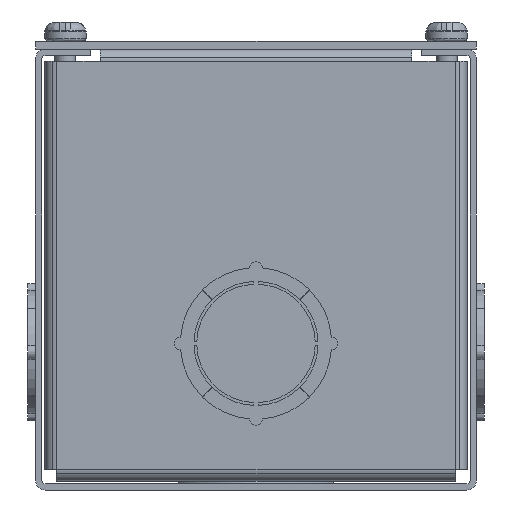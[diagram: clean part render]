
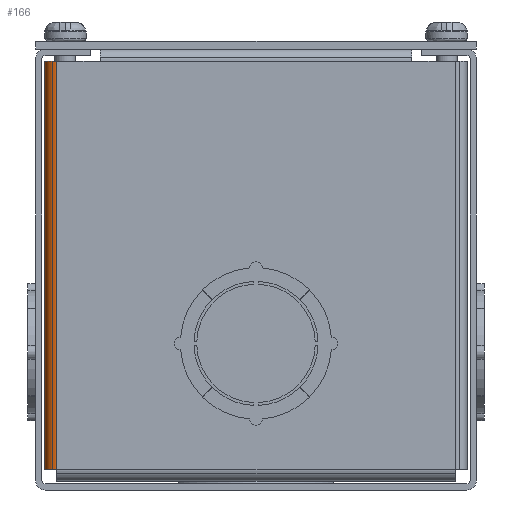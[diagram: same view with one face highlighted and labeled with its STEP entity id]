
A CAD part, front view. The second image highlights one B-rep face of the part: STEP entity #166.
In plain terms, the highlighted cylindrical face has radius 2.743 mm (diameter 5.486 mm), a partial arc.
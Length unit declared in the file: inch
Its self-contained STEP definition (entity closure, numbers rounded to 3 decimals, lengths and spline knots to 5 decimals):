
#127 = CARTESIAN_POINT ( 'NONE',  ( -1.915, -17.892, 3.892 ) ) ;
#166 = ADVANCED_FACE ( 'NONE', ( #16718 ), #45590, .T. ) ;
#357 = DIRECTION ( 'NONE',  ( 0., 0., 1. ) ) ;
#569 = DIRECTION ( 'NONE',  ( 0., 0., 1. ) ) ;
#1812 = CARTESIAN_POINT ( 'NONE',  ( -1.915, -17.892, 0.188 ) ) ;
#3088 = EDGE_CURVE ( 'NONE', #28519, #28359, #43207, .T. ) ;
#4613 = VECTOR ( 'NONE', #9645, 39.37008 ) ;
#8822 = CARTESIAN_POINT ( 'NONE',  ( -1.915, -17.892, 0.188 ) ) ;
#9085 = DIRECTION ( 'NONE',  ( 0., 0., -1. ) ) ;
#9645 = DIRECTION ( 'NONE',  ( 0., 0., -1. ) ) ;
#11979 = ORIENTED_EDGE ( 'NONE', *, *, #42172, .F. ) ;
#12389 = EDGE_CURVE ( 'NONE', #28519, #13452, #16483, .T. ) ;
#13065 = ORIENTED_EDGE ( 'NONE', *, *, #17969, .T. ) ;
#13236 = VERTEX_POINT ( 'NONE', #50053 ) ;
#13452 = VERTEX_POINT ( 'NONE', #1812 ) ;
#14705 = AXIS2_PLACEMENT_3D ( 'NONE', #29726, #569, #17190 ) ;
#16483 = LINE ( 'NONE', #8822, #50431 ) ;
#16718 = FACE_OUTER_BOUND ( 'NONE', #50572, .T. ) ;
#17190 = DIRECTION ( 'NONE',  ( 0., -1., 0. ) ) ;
#17969 = EDGE_CURVE ( 'NONE', #13452, #13236, #31242, .T. ) ;
#19447 = ORIENTED_EDGE ( 'NONE', *, *, #12389, .T. ) ;
#21076 = CARTESIAN_POINT ( 'NONE',  ( -1.807, -17.892, 0.188 ) ) ;
#21386 = CARTESIAN_POINT ( 'NONE',  ( -1.807, -18., 0.188 ) ) ;
#26283 = LINE ( 'NONE', #21386, #4613 ) ;
#27966 = DIRECTION ( 'NONE',  ( 0., 0., 1. ) ) ;
#28359 = VERTEX_POINT ( 'NONE', #48612 ) ;
#28519 = VERTEX_POINT ( 'NONE', #127 ) ;
#29726 = CARTESIAN_POINT ( 'NONE',  ( -1.807, -17.892, 0.188 ) ) ;
#31242 = CIRCLE ( 'NONE', #14705, 0.108 ) ;
#32333 = DIRECTION ( 'NONE',  ( 0., -1., 0. ) ) ;
#33657 = AXIS2_PLACEMENT_3D ( 'NONE', #36421, #27966, #32333 ) ;
#36421 = CARTESIAN_POINT ( 'NONE',  ( -1.807, -17.892, 3.892 ) ) ;
#37685 = DIRECTION ( 'NONE',  ( 0., -1., 0. ) ) ;
#42172 = EDGE_CURVE ( 'NONE', #28359, #13236, #26283, .T. ) ;
#43207 = CIRCLE ( 'NONE', #33657, 0.108 ) ;
#43969 = ORIENTED_EDGE ( 'NONE', *, *, #3088, .F. ) ;
#45590 = CYLINDRICAL_SURFACE ( 'NONE', #48231, 0.108 ) ;
#48231 = AXIS2_PLACEMENT_3D ( 'NONE', #21076, #357, #37685 ) ;
#48612 = CARTESIAN_POINT ( 'NONE',  ( -1.807, -18., 3.892 ) ) ;
#50053 = CARTESIAN_POINT ( 'NONE',  ( -1.807, -18., 0.188 ) ) ;
#50431 = VECTOR ( 'NONE', #9085, 39.37008 ) ;
#50572 = EDGE_LOOP ( 'NONE', ( #13065, #11979, #43969, #19447 ) ) ;
